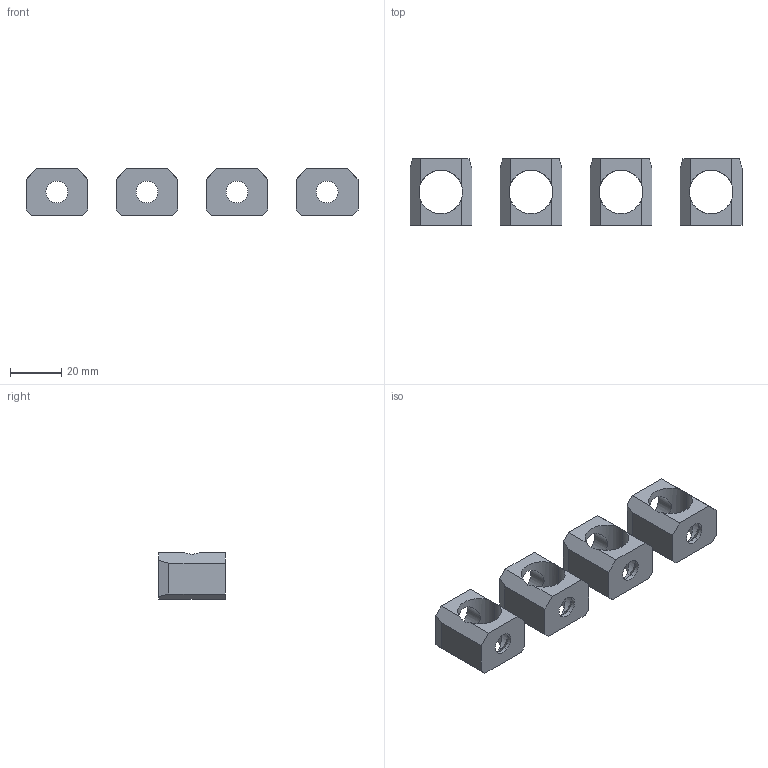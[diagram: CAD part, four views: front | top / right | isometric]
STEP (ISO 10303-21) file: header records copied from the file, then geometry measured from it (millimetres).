
FILE_DESCRIPTION(('CATIA V5 STEP Exchange'),'2;1');
FILE_NAME('1SDH001294R0118_1PA_001_00_A2_4p_FCCuAl_150mmq_inf.stp','2014-12-04T15:43:44+00:00',('none'),('none'),'CATIA Version 5 Release 20 SP 1 (IN-10)','CATIA V5 STEP AP214','none');
FILE_SCHEMA(('AUTOMOTIVE_DESIGN { 1 0 10303 214 1 1 1 1 }'));
Length unit declared in the file: millimetre
Products named in the file (1): 1SDH001294R0118_1PA_001_00_A2_4p_FCCuAl_150mmq_inf
Bounding box: 129 x 26 x 18 mm (x, y, z)
Volume: 21760.4 mm3; surface area: 13221.9 mm2
Topology: 4 solids, 4 shells, 92 faces, 248 edges, 160 vertices
Faces by surface type: plane 52, cylinder 32, cone 8
Entity records: 3151 total; most frequent: CARTESIAN_POINT 982, ORIENTED_EDGE 496, DIRECTION 322, EDGE_CURVE 248, VECTOR 160, LINE 160, VERTEX_POINT 160, EDGE_LOOP 112
